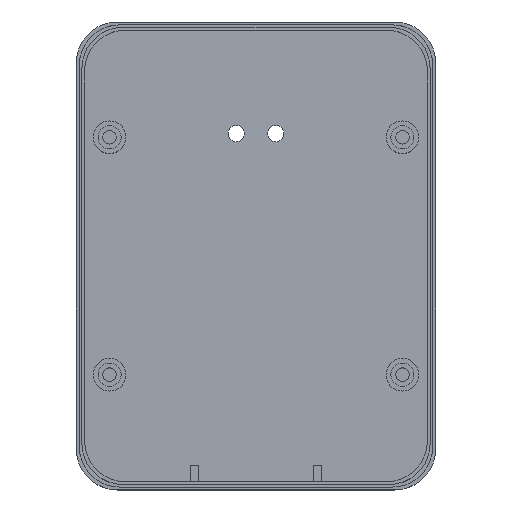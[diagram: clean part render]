
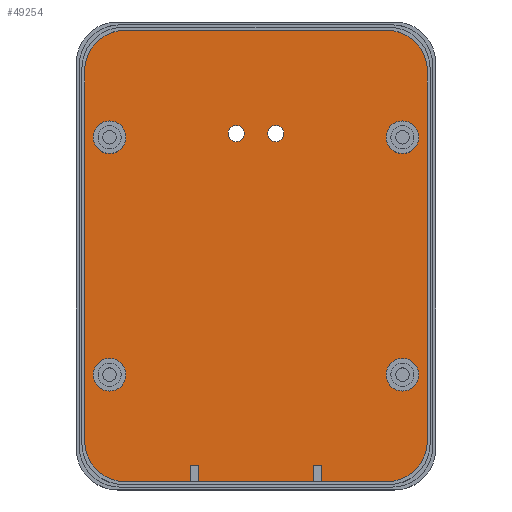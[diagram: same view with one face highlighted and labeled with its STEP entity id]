
A CAD part, top view. The second image highlights one B-rep face of the part: STEP entity #49254.
In plain terms, the highlighted planar face has unit normal (0, 0, 1).
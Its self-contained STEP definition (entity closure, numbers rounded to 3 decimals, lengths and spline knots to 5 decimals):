
#120=LINE('',#66707,#7358);
#121=LINE('',#66710,#7359);
#122=LINE('',#66712,#7360);
#123=LINE('',#66714,#7361);
#124=LINE('',#66716,#7362);
#125=LINE('',#66718,#7363);
#126=LINE('',#66720,#7364);
#127=LINE('',#66722,#7365);
#128=LINE('',#66724,#7366);
#129=LINE('',#66728,#7367);
#130=LINE('',#66732,#7368);
#131=LINE('',#66736,#7369);
#7358=VECTOR('',#54345,1.);
#7359=VECTOR('',#54346,1.);
#7360=VECTOR('',#54347,1.);
#7361=VECTOR('',#54348,1.);
#7362=VECTOR('',#54349,1.);
#7363=VECTOR('',#54350,1.);
#7364=VECTOR('',#54351,1.);
#7365=VECTOR('',#54352,1.);
#7366=VECTOR('',#54353,1.);
#7367=VECTOR('',#54356,1.);
#7368=VECTOR('',#54359,1.);
#7369=VECTOR('',#54362,1.);
#14596=ORIENTED_EDGE('',*,*,#29328,.F.);
#14597=ORIENTED_EDGE('',*,*,#29329,.F.);
#14598=ORIENTED_EDGE('',*,*,#29330,.F.);
#14599=ORIENTED_EDGE('',*,*,#29331,.F.);
#14600=ORIENTED_EDGE('',*,*,#29332,.F.);
#14601=ORIENTED_EDGE('',*,*,#29333,.F.);
#14602=ORIENTED_EDGE('',*,*,#29334,.F.);
#14603=ORIENTED_EDGE('',*,*,#29335,.T.);
#14604=ORIENTED_EDGE('',*,*,#29336,.F.);
#14605=ORIENTED_EDGE('',*,*,#29337,.F.);
#14606=ORIENTED_EDGE('',*,*,#29338,.F.);
#14607=ORIENTED_EDGE('',*,*,#29339,.T.);
#14608=ORIENTED_EDGE('',*,*,#29340,.F.);
#14609=ORIENTED_EDGE('',*,*,#29341,.F.);
#14610=ORIENTED_EDGE('',*,*,#29342,.F.);
#14611=ORIENTED_EDGE('',*,*,#29343,.T.);
#14612=ORIENTED_EDGE('',*,*,#29344,.F.);
#14613=ORIENTED_EDGE('',*,*,#29345,.T.);
#14614=ORIENTED_EDGE('',*,*,#29346,.T.);
#14615=ORIENTED_EDGE('',*,*,#29347,.T.);
#14616=ORIENTED_EDGE('',*,*,#29348,.T.);
#14617=ORIENTED_EDGE('',*,*,#29349,.T.);
#29328=EDGE_CURVE('',#36694,#36694,#41614,.T.);
#29329=EDGE_CURVE('',#36695,#36695,#41615,.T.);
#29330=EDGE_CURVE('',#36696,#36696,#41616,.T.);
#29331=EDGE_CURVE('',#36697,#36697,#41617,.T.);
#29332=EDGE_CURVE('',#36698,#36698,#41618,.T.);
#29333=EDGE_CURVE('',#36699,#36699,#41619,.T.);
#29334=EDGE_CURVE('',#36700,#36701,#120,.T.);
#29335=EDGE_CURVE('',#36700,#36702,#121,.T.);
#29336=EDGE_CURVE('',#36703,#36702,#122,.T.);
#29337=EDGE_CURVE('',#36704,#36703,#123,.T.);
#29338=EDGE_CURVE('',#36705,#36704,#124,.T.);
#29339=EDGE_CURVE('',#36705,#36706,#125,.T.);
#29340=EDGE_CURVE('',#36707,#36706,#126,.T.);
#29341=EDGE_CURVE('',#36708,#36707,#127,.T.);
#29342=EDGE_CURVE('',#36709,#36708,#128,.T.);
#29343=EDGE_CURVE('',#36709,#36710,#41620,.T.);
#29344=EDGE_CURVE('',#36711,#36710,#129,.T.);
#29345=EDGE_CURVE('',#36711,#36712,#41621,.T.);
#29346=EDGE_CURVE('',#36712,#36713,#130,.T.);
#29347=EDGE_CURVE('',#36713,#36714,#41622,.T.);
#29348=EDGE_CURVE('',#36714,#36715,#131,.T.);
#29349=EDGE_CURVE('',#36715,#36701,#41623,.T.);
#36694=VERTEX_POINT('',#66696);
#36695=VERTEX_POINT('',#66698);
#36696=VERTEX_POINT('',#66700);
#36697=VERTEX_POINT('',#66702);
#36698=VERTEX_POINT('',#66704);
#36699=VERTEX_POINT('',#66706);
#36700=VERTEX_POINT('',#66708);
#36701=VERTEX_POINT('',#66709);
#36702=VERTEX_POINT('',#66711);
#36703=VERTEX_POINT('',#66713);
#36704=VERTEX_POINT('',#66715);
#36705=VERTEX_POINT('',#66717);
#36706=VERTEX_POINT('',#66719);
#36707=VERTEX_POINT('',#66721);
#36708=VERTEX_POINT('',#66723);
#36709=VERTEX_POINT('',#66725);
#36710=VERTEX_POINT('',#66727);
#36711=VERTEX_POINT('',#66729);
#36712=VERTEX_POINT('',#66731);
#36713=VERTEX_POINT('',#66733);
#36714=VERTEX_POINT('',#66735);
#36715=VERTEX_POINT('',#66737);
#41614=CIRCLE('',#51768,0.003);
#41615=CIRCLE('',#51769,0.003);
#41616=CIRCLE('',#51770,0.003);
#41617=CIRCLE('',#51771,0.003);
#41618=CIRCLE('',#51772,0.0015);
#41619=CIRCLE('',#51773,0.0015);
#41620=CIRCLE('',#51774,0.0075);
#41621=CIRCLE('',#51775,0.0075);
#41622=CIRCLE('',#51776,0.0075);
#41623=CIRCLE('',#51777,0.0075);
#41698=EDGE_LOOP('',(#14596));
#41699=EDGE_LOOP('',(#14597));
#41700=EDGE_LOOP('',(#14598));
#41701=EDGE_LOOP('',(#14599));
#41702=EDGE_LOOP('',(#14600));
#41703=EDGE_LOOP('',(#14601));
#41704=EDGE_LOOP('',(#14602,#14603,#14604,#14605,#14606,#14607,#14608,#14609,
#14610,#14611,#14612,#14613,#14614,#14615,#14616,#14617));
#44258=FACE_BOUND('',#41698,.T.);
#44259=FACE_BOUND('',#41699,.T.);
#44260=FACE_BOUND('',#41700,.T.);
#44261=FACE_BOUND('',#41701,.T.);
#44262=FACE_BOUND('',#41702,.T.);
#44263=FACE_BOUND('',#41703,.T.);
#44264=FACE_BOUND('',#41704,.T.);
#46818=PLANE('',#51767);
#49254=ADVANCED_FACE('',(#44258,#44259,#44260,#44261,#44262,#44263,#44264),
#46818,.T.);
#51767=AXIS2_PLACEMENT_3D('',#66694,#54331,#54332);
#51768=AXIS2_PLACEMENT_3D('',#66695,#54333,#54334);
#51769=AXIS2_PLACEMENT_3D('',#66697,#54335,#54336);
#51770=AXIS2_PLACEMENT_3D('',#66699,#54337,#54338);
#51771=AXIS2_PLACEMENT_3D('',#66701,#54339,#54340);
#51772=AXIS2_PLACEMENT_3D('',#66703,#54341,#54342);
#51773=AXIS2_PLACEMENT_3D('',#66705,#54343,#54344);
#51774=AXIS2_PLACEMENT_3D('',#66726,#54354,#54355);
#51775=AXIS2_PLACEMENT_3D('',#66730,#54357,#54358);
#51776=AXIS2_PLACEMENT_3D('',#66734,#54360,#54361);
#51777=AXIS2_PLACEMENT_3D('',#66738,#54363,#54364);
#54331=DIRECTION('',(0.,0.,1.));
#54332=DIRECTION('',(1.,0.,0.));
#54333=DIRECTION('',(0.,0.,1.));
#54334=DIRECTION('',(1.,0.,0.));
#54335=DIRECTION('',(0.,0.,1.));
#54336=DIRECTION('',(1.,0.,0.));
#54337=DIRECTION('',(0.,0.,1.));
#54338=DIRECTION('',(1.,0.,0.));
#54339=DIRECTION('',(0.,0.,1.));
#54340=DIRECTION('',(1.,0.,0.));
#54341=DIRECTION('',(0.,0.,1.));
#54342=DIRECTION('',(1.,0.,0.));
#54343=DIRECTION('',(0.,0.,1.));
#54344=DIRECTION('',(1.,0.,0.));
#54345=DIRECTION('',(-1.,0.,0.));
#54346=DIRECTION('',(0.,1.,0.));
#54347=DIRECTION('',(-1.,0.,0.));
#54348=DIRECTION('',(0.,1.,0.));
#54349=DIRECTION('',(-1.,0.,0.));
#54350=DIRECTION('',(0.,1.,0.));
#54351=DIRECTION('',(-1.,0.,0.));
#54352=DIRECTION('',(0.,1.,0.));
#54353=DIRECTION('',(-1.,0.,0.));
#54354=DIRECTION('',(0.,0.,1.));
#54355=DIRECTION('',(1.,0.,0.));
#54356=DIRECTION('',(0.,-1.,0.));
#54357=DIRECTION('',(0.,0.,1.));
#54358=DIRECTION('',(1.,0.,0.));
#54359=DIRECTION('',(-1.,0.,0.));
#54360=DIRECTION('',(0.,0.,1.));
#54361=DIRECTION('',(1.,0.,0.));
#54362=DIRECTION('',(0.,-1.,0.));
#54363=DIRECTION('',(0.,0.,1.));
#54364=DIRECTION('',(1.,0.,0.));
#66694=CARTESIAN_POINT('',(0.,0.,0.00207));
#66695=CARTESIAN_POINT('',(-0.0269,0.02181,0.00207));
#66696=CARTESIAN_POINT('',(-0.0239,0.02181,0.00207));
#66697=CARTESIAN_POINT('',(-0.0269,-0.02181,0.00207));
#66698=CARTESIAN_POINT('',(-0.0239,-0.02181,0.00207));
#66699=CARTESIAN_POINT('',(0.0269,-0.02181,0.00207));
#66700=CARTESIAN_POINT('',(0.0299,-0.02181,0.00207));
#66701=CARTESIAN_POINT('',(0.0269,0.02181,0.00207));
#66702=CARTESIAN_POINT('',(0.0299,0.02181,0.00207));
#66703=CARTESIAN_POINT('',(-0.00363,0.02249,0.00207));
#66704=CARTESIAN_POINT('',(-0.00213,0.02249,0.00207));
#66705=CARTESIAN_POINT('',(0.00363,0.02249,0.00207));
#66706=CARTESIAN_POINT('',(0.00513,0.02249,0.00207));
#66707=CARTESIAN_POINT('',(0.,-0.04148,0.00207));
#66708=CARTESIAN_POINT('',(-0.01198,-0.04148,0.00207));
#66709=CARTESIAN_POINT('',(-0.02398,-0.04148,0.00207));
#66710=CARTESIAN_POINT('',(-0.01198,-0.03998,0.00207));
#66711=CARTESIAN_POINT('',(-0.01198,-0.03848,0.00207));
#66712=CARTESIAN_POINT('',(-0.01123,-0.03848,0.00207));
#66713=CARTESIAN_POINT('',(-0.01048,-0.03848,0.00207));
#66714=CARTESIAN_POINT('',(-0.01048,-0.03998,0.00207));
#66715=CARTESIAN_POINT('',(-0.01048,-0.04148,0.00207));
#66716=CARTESIAN_POINT('',(0.,-0.04148,0.00207));
#66717=CARTESIAN_POINT('',(0.01048,-0.04148,0.00207));
#66718=CARTESIAN_POINT('',(0.01048,-0.03998,0.00207));
#66719=CARTESIAN_POINT('',(0.01048,-0.03848,0.00207));
#66720=CARTESIAN_POINT('',(0.01123,-0.03848,0.00207));
#66721=CARTESIAN_POINT('',(0.01198,-0.03848,0.00207));
#66722=CARTESIAN_POINT('',(0.01198,-0.03998,0.00207));
#66723=CARTESIAN_POINT('',(0.01198,-0.04148,0.00207));
#66724=CARTESIAN_POINT('',(0.,-0.04148,0.00207));
#66725=CARTESIAN_POINT('',(0.02398,-0.04148,0.00207));
#66726=CARTESIAN_POINT('',(0.02398,-0.03398,0.00207));
#66727=CARTESIAN_POINT('',(0.03148,-0.03398,0.00207));
#66728=CARTESIAN_POINT('',(0.03148,0.,0.00207));
#66729=CARTESIAN_POINT('',(0.03148,0.03398,0.00207));
#66730=CARTESIAN_POINT('',(0.02398,0.03398,0.00207));
#66731=CARTESIAN_POINT('',(0.02398,0.04148,0.00207));
#66732=CARTESIAN_POINT('',(0.,0.04148,0.00207));
#66733=CARTESIAN_POINT('',(-0.02398,0.04148,0.00207));
#66734=CARTESIAN_POINT('',(-0.02398,0.03398,0.00207));
#66735=CARTESIAN_POINT('',(-0.03148,0.03398,0.00207));
#66736=CARTESIAN_POINT('',(-0.03148,0.,0.00207));
#66737=CARTESIAN_POINT('',(-0.03148,-0.03398,0.00207));
#66738=CARTESIAN_POINT('',(-0.02398,-0.03398,0.00207));
